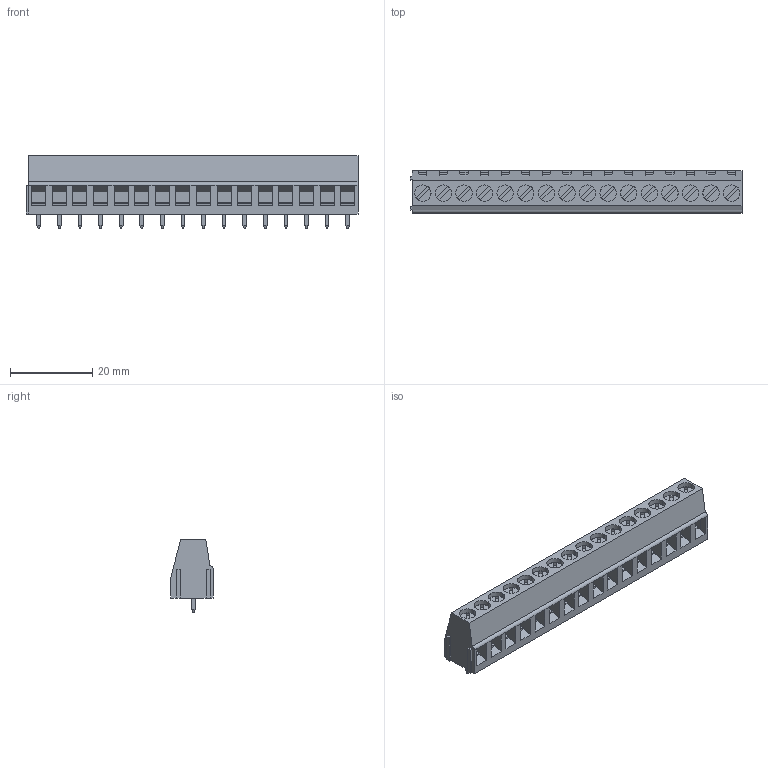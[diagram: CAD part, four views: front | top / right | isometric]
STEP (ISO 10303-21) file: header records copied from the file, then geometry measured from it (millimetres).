
FILE_DESCRIPTION(('FreeCAD Model'),'2;1');
FILE_NAME('Open CASCADE Shape Model','2021-09-22T22:31:41',( 'kicad StepUp'),('ksu MCAD'),'Open CASCADE STEP processor 7.4', 'FreeCAD','Unknown');
FILE_SCHEMA(('AUTOMOTIVE_DESIGN { 1 0 10303 214 1 1 1 1 }'));
Length unit declared in the file: millimetre
Products named in the file (1): terminal_blocks_a-tb500-ti16
Bounding box: 80.6 x 10.3 x 17.7 mm (x, y, z)
Volume: 8566.8 mm3; surface area: 6180 mm2
Topology: 1 solids, 1 shells, 729 faces, 1845 edges, 1182 vertices
Faces by surface type: plane 568, cylinder 161
Entity records: 26664 total; most frequent: CARTESIAN_POINT 3757, ORIENTED_EDGE 3690, DIRECTION 3595, EDGE_CURVE 1845, LINE 1555, VECTOR 1555, VERTEX_POINT 1182, AXIS2_PLACEMENT_3D 1020
